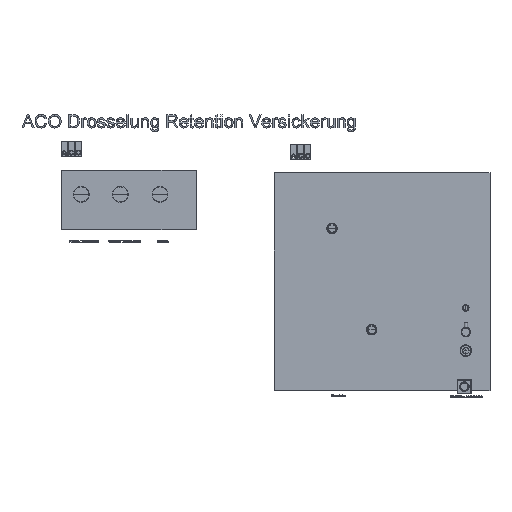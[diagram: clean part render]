
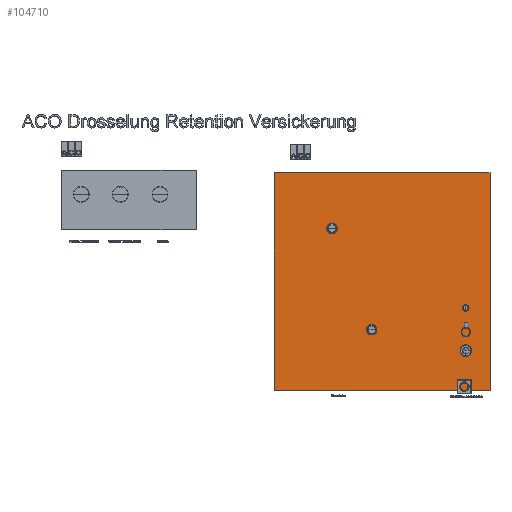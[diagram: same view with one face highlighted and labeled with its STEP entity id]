
A CAD part, top view. The second image highlights one B-rep face of the part: STEP entity #104710.
In plain terms, the highlighted planar face has unit normal (0, 0, 1).
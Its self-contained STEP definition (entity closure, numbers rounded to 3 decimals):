
#1631=FACE_BOUND('',#9821,.T.);
#1632=FACE_BOUND('',#9822,.T.);
#1962=CIRCLE('',#112703,240.);
#1963=CIRCLE('',#112704,240.);
#3864=FACE_OUTER_BOUND('',#9820,.T.);
#9820=EDGE_LOOP('',(#75286,#75287,#75288,#75289));
#9821=EDGE_LOOP('',(#75290));
#9822=EDGE_LOOP('',(#75291));
#17932=LINE('',#153523,#32187);
#17933=LINE('',#153525,#32188);
#17934=LINE('',#153527,#32189);
#17935=LINE('',#153528,#32190);
#32187=VECTOR('',#124554,304.8);
#32188=VECTOR('',#124555,304.8);
#32189=VECTOR('',#124556,304.8);
#32190=VECTOR('',#124557,304.8);
#45402=VERTEX_POINT('',#153521);
#45403=VERTEX_POINT('',#153522);
#45404=VERTEX_POINT('',#153524);
#45405=VERTEX_POINT('',#153526);
#45406=VERTEX_POINT('',#153529);
#45407=VERTEX_POINT('',#153531);
#56595=EDGE_CURVE('',#45402,#45403,#17932,.T.);
#56596=EDGE_CURVE('',#45403,#45404,#17933,.T.);
#56597=EDGE_CURVE('',#45404,#45405,#17934,.T.);
#56598=EDGE_CURVE('',#45405,#45402,#17935,.T.);
#56599=EDGE_CURVE('',#45406,#45406,#1962,.T.);
#56600=EDGE_CURVE('',#45407,#45407,#1963,.T.);
#75286=ORIENTED_EDGE('',*,*,#56595,.T.);
#75287=ORIENTED_EDGE('',*,*,#56596,.T.);
#75288=ORIENTED_EDGE('',*,*,#56597,.T.);
#75289=ORIENTED_EDGE('',*,*,#56598,.T.);
#75290=ORIENTED_EDGE('',*,*,#56599,.T.);
#75291=ORIENTED_EDGE('',*,*,#56600,.T.);
#99042=PLANE('',#112702);
#104710=ADVANCED_FACE('',(#3864,#1631,#1632),#99042,.T.);
#112702=AXIS2_PLACEMENT_3D('',#153520,#124552,#124553);
#112703=AXIS2_PLACEMENT_3D('',#153530,#124558,#124559);
#112704=AXIS2_PLACEMENT_3D('',#153532,#124560,#124561);
#124552=DIRECTION('center_axis',(0.,0.,1.));
#124553=DIRECTION('ref_axis',(1.,0.,0.));
#124554=DIRECTION('',(0.,1.,0.));
#124555=DIRECTION('',(-1.,0.,0.));
#124556=DIRECTION('',(0.,-1.,0.));
#124557=DIRECTION('',(1.,0.,0.));
#124558=DIRECTION('center_axis',(0.,0.,-1.));
#124559=DIRECTION('ref_axis',(1.,0.,0.));
#124560=DIRECTION('center_axis',(0.,0.,-1.));
#124561=DIRECTION('ref_axis',(1.,0.,0.));
#153520=CARTESIAN_POINT('Origin',(45202.615,-34278.84,0.));
#153521=CARTESIAN_POINT('',(55002.615,-34278.84,0.));
#153522=CARTESIAN_POINT('',(55002.615,-24378.84,0.));
#153523=CARTESIAN_POINT('',(55002.615,-34278.84,0.));
#153524=CARTESIAN_POINT('',(45202.615,-24378.84,0.));
#153525=CARTESIAN_POINT('',(55002.615,-24378.84,0.));
#153526=CARTESIAN_POINT('',(45202.615,-34278.84,0.));
#153527=CARTESIAN_POINT('',(45202.615,-24378.84,0.));
#153528=CARTESIAN_POINT('',(45202.615,-34278.84,0.));
#153529=CARTESIAN_POINT('',(49384.633,-31510.907,0.));
#153530=CARTESIAN_POINT('Origin',(49624.633,-31510.907,0.));
#153531=CARTESIAN_POINT('',(47584.633,-26914.016,0.));
#153532=CARTESIAN_POINT('Origin',(47824.633,-26914.016,0.));
